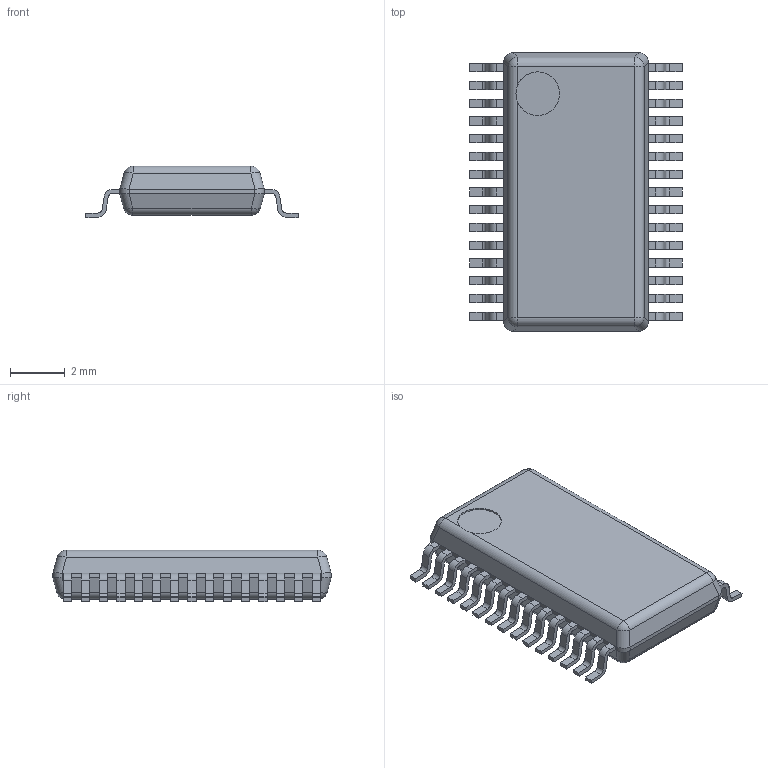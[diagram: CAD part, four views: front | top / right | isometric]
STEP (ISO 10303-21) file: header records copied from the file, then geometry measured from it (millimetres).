
FILE_DESCRIPTION((''),'2;1');
FILE_NAME('DB0030A_ASM','2017-09-20T07:51:55',('a0412086'),(''),'CREO PARAMETRIC BY PTC INC, 2017110','CREO PARAMETRIC BY PTC INC, 2017110','');
FILE_SCHEMA(('AUTOMOTIVE_DESIGN { 1 0 10303 214 1 1 1 1 }'));
Length unit declared in the file: millimetre
Products named in the file (4): BODY-SSOP; LEAD-SSOP; PIN1; DB0030A_ASM
Assembly tree (32 placements, depth 2):
  DB0030A_ASM
    BODY-SSOP
    LEAD-SSOP  x30
    PIN1
Bounding box: 7.8 x 10.2 x 1.9 mm (x, y, z)
Volume: 93.2 mm3; surface area: 198.2 mm2
Topology: 31 solids, 31 shells, 465 faces, 1185 edges, 782 vertices
Faces by surface type: plane 315, cylinder 142, sphere 8
Entity records: 2918 total; most frequent: CARTESIAN_POINT 510, DIRECTION 393, ORIENTED_EDGE 282, AXIS2_PLACEMENT_3D 151, PRESENTATION_STYLE_ASSIGNMENT 143, STYLED_ITEM 143, CURVE_STYLE 141, EDGE_CURVE 141
